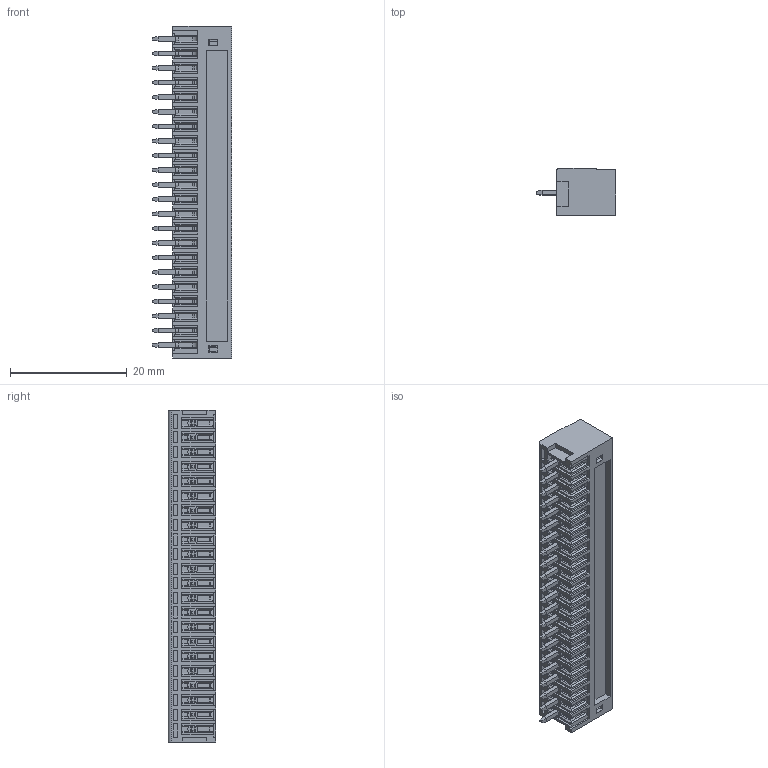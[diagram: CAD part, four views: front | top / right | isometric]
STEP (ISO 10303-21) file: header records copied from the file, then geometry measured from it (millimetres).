
FILE_DESCRIPTION((''),'2;1');
FILE_NAME('PRT0002','2024-09-18T',('sheji'),(''),'PRO/ENGINEER BY PARAMETRIC TECHNOLOGY CORPORATION, 2015240','PRO/ENGINEER BY PARAMETRIC TECHNOLOGY CORPORATION, 2015240','');
FILE_SCHEMA(('CONFIG_CONTROL_DESIGN'));
Products named in the file (1): PRT0002
Bounding box: 13.6 x 8.1 x 56.9 mm (x, y, z)
Volume: 2470.6 mm3; surface area: 4961 mm2
Topology: 1 solids, 1 shells, 2023 faces, 5379 edges, 3448 vertices
Faces by surface type: plane 1739, cylinder 196, cone 88
Entity records: 61582 total; most frequent: CARTESIAN_POINT 11029, ORIENTED_EDGE 10758, DIRECTION 9927, EDGE_CURVE 5379, VECTOR 4745, LINE 4745, VERTEX_POINT 3448, AXIS2_PLACEMENT_3D 2591
